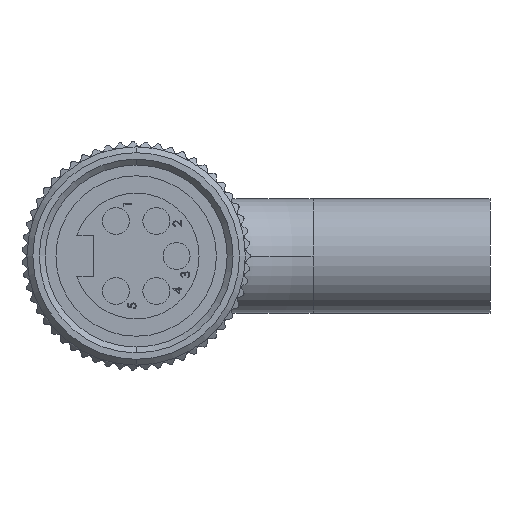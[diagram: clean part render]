
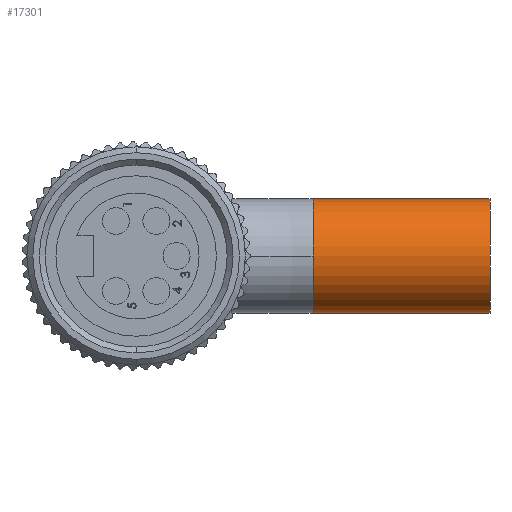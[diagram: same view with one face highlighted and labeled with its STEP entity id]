
A CAD part, left-side view. The second image highlights one B-rep face of the part: STEP entity #17301.
In plain terms, the highlighted cylindrical face has radius 6.465 mm (diameter 12.93 mm), a partial arc.
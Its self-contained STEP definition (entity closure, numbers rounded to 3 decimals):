
#58 = CARTESIAN_POINT ( 'NONE',  ( 71.88, -40., -6.465 ) ) ;
#2013 = FACE_OUTER_BOUND ( 'NONE', #20636, .T. ) ;
#2418 = VERTEX_POINT ( 'NONE', #58 ) ;
#3203 = AXIS2_PLACEMENT_3D ( 'NONE', #17746, #7863, #19344 ) ;
#3604 = CARTESIAN_POINT ( 'NONE',  ( 71.88, -20., 0. ) ) ;
#3802 = CARTESIAN_POINT ( 'NONE',  ( 71.88, -20., 6.465 ) ) ;
#3804 = ORIENTED_EDGE ( 'NONE', *, *, #11739, .T. ) ;
#3926 = ORIENTED_EDGE ( 'NONE', *, *, #9365, .T. ) ;
#4502 = DIRECTION ( 'NONE',  ( 0., -1., 0. ) ) ;
#5336 = DIRECTION ( 'NONE',  ( 0., 0., -1. ) ) ;
#5551 = DIRECTION ( 'NONE',  ( 0., -1., 0. ) ) ;
#6045 = ORIENTED_EDGE ( 'NONE', *, *, #9978, .F. ) ;
#6087 = VERTEX_POINT ( 'NONE', #8590 ) ;
#6378 = VECTOR ( 'NONE', #14392, 1000. ) ;
#6382 = CIRCLE ( 'NONE', #3203, 6.465 ) ;
#7863 = DIRECTION ( 'NONE',  ( 0., -1., 0. ) ) ;
#8590 = CARTESIAN_POINT ( 'NONE',  ( 71.88, -40., 6.465 ) ) ;
#8723 = CARTESIAN_POINT ( 'NONE',  ( 71.88, -20., -6.465 ) ) ;
#8841 = DIRECTION ( 'NONE',  ( 0., -1., 0. ) ) ;
#9324 = ORIENTED_EDGE ( 'NONE', *, *, #21449, .T. ) ;
#9365 = EDGE_CURVE ( 'NONE', #19601, #11297, #18652, .T. ) ;
#9978 = EDGE_CURVE ( 'NONE', #21200, #6087, #20129, .T. ) ;
#10598 = CYLINDRICAL_SURFACE ( 'NONE', #19912, 6.465 ) ;
#10603 = CARTESIAN_POINT ( 'NONE',  ( 65.415, -20., 0. ) ) ;
#11297 = VERTEX_POINT ( 'NONE', #8723 ) ;
#11431 = CARTESIAN_POINT ( 'NONE',  ( 71.88, -20., 0. ) ) ;
#11589 = VECTOR ( 'NONE', #5551, 1000. ) ;
#11739 = EDGE_CURVE ( 'NONE', #21200, #19601, #19874, .T. ) ;
#11870 = AXIS2_PLACEMENT_3D ( 'NONE', #18674, #8841, #20264 ) ;
#13441 = ORIENTED_EDGE ( 'NONE', *, *, #15022, .F. ) ;
#14392 = DIRECTION ( 'NONE',  ( 0., -1., 0. ) ) ;
#15022 = EDGE_CURVE ( 'NONE', #6087, #2418, #6382, .T. ) ;
#15373 = DIRECTION ( 'NONE',  ( 0., -1., 0. ) ) ;
#17301 = ADVANCED_FACE ( 'NONE', ( #2013 ), #10598, .T. ) ;
#17746 = CARTESIAN_POINT ( 'NONE',  ( 71.88, -40., 0. ) ) ;
#18337 = AXIS2_PLACEMENT_3D ( 'NONE', #3604, #15373, #5336 ) ;
#18606 = CARTESIAN_POINT ( 'NONE',  ( 71.88, -20., 6.465 ) ) ;
#18652 = CIRCLE ( 'NONE', #18337, 6.465 ) ;
#18674 = CARTESIAN_POINT ( 'NONE',  ( 71.88, -20., 0. ) ) ;
#19344 = DIRECTION ( 'NONE',  ( 0., 0., -1. ) ) ;
#19448 = DIRECTION ( 'NONE',  ( 0., 0., -1. ) ) ;
#19601 = VERTEX_POINT ( 'NONE', #10603 ) ;
#19874 = CIRCLE ( 'NONE', #11870, 6.465 ) ;
#19912 = AXIS2_PLACEMENT_3D ( 'NONE', #11431, #4502, #19448 ) ;
#20034 = LINE ( 'NONE', #20825, #6378 ) ;
#20129 = LINE ( 'NONE', #3802, #11589 ) ;
#20264 = DIRECTION ( 'NONE',  ( 0., 0., -1. ) ) ;
#20636 = EDGE_LOOP ( 'NONE', ( #6045, #3804, #3926, #9324, #13441 ) ) ;
#20825 = CARTESIAN_POINT ( 'NONE',  ( 71.88, -20., -6.465 ) ) ;
#21200 = VERTEX_POINT ( 'NONE', #18606 ) ;
#21449 = EDGE_CURVE ( 'NONE', #11297, #2418, #20034, .T. ) ;
